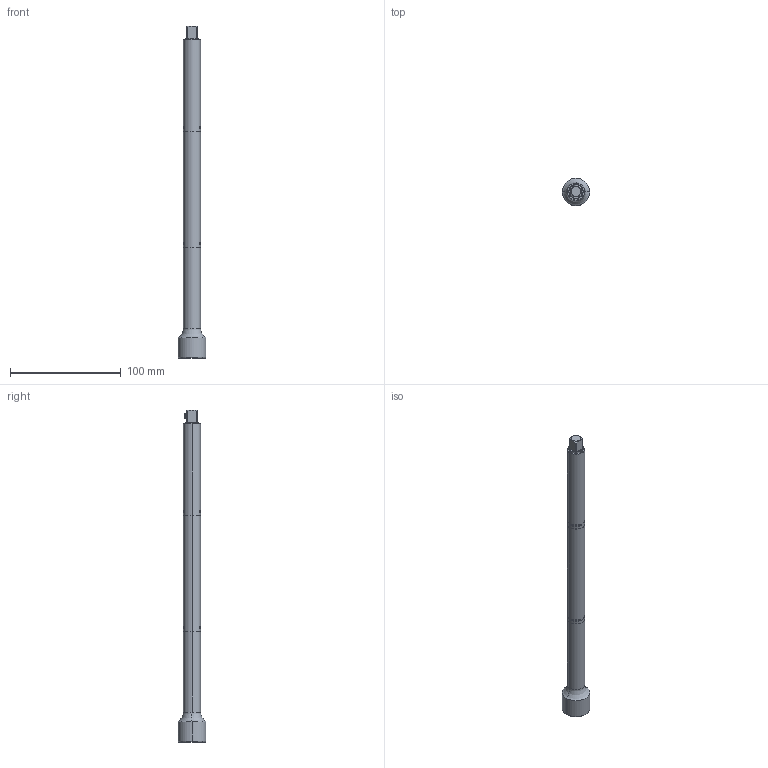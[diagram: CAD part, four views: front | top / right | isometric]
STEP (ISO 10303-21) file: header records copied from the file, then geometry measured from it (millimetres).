
FILE_DESCRIPTION((''),'2;1');
FILE_NAME('4027123429_ASM','2023-08-22T11:58:27',('A00565553'),(''),'CREO PARAMETRIC BY PTC INC, 2022414','CREO PARAMETRIC BY PTC INC, 2022414','');
FILE_SCHEMA(('CONFIG_CONTROL_DESIGN','GEOMETRIC_VALIDATION_PROPERTIES_MIM'));
Length unit declared in the file: millimetre
Products named in the file (5): 4027123409; 4027045022; 4027043172; 4027043172_AF0; 4027123429_ASM
Assembly tree (4 placements, depth 2):
  4027123429_ASM
    4027123409
    4027045022
    4027043172
    4027043172_AF0
Bounding box: 25 x 25 x 300.3 mm (x, y, z)
Volume: 56396.5 mm3; surface area: 42066.6 mm2
Topology: 5 solids, 5 shells, 147 faces, 336 edges, 205 vertices
Faces by surface type: cylinder 57, plane 37, torus 29, cone 22, bspline 2
Entity records: 6236 total; most frequent: CARTESIAN_POINT 1419, DIRECTION 780, ORIENTED_EDGE 672, PRESENTATION_STYLE_ASSIGNMENT 349, STYLED_ITEM 341, AXIS2_PLACEMENT_3D 338, CURVE_STYLE 336, EDGE_CURVE 336
